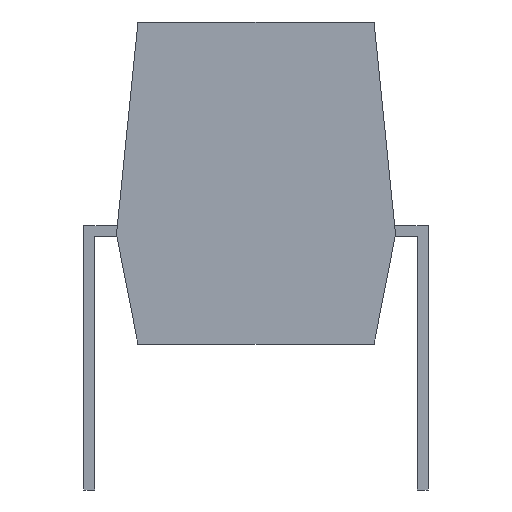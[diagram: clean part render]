
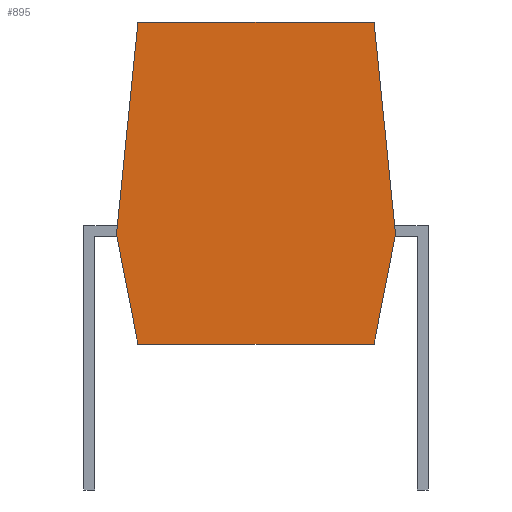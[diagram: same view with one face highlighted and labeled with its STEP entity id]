
A CAD part, front view. The second image highlights one B-rep face of the part: STEP entity #895.
In plain terms, the highlighted planar face has unit normal (0, -1, 0).
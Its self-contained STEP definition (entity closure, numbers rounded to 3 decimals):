
#216 = VERTEX_POINT('',#217);
#217 = CARTESIAN_POINT('',(6.56,-17.27,7.7));
#223 = EDGE_CURVE('',#216,#224,#226,.T.);
#224 = VERTEX_POINT('',#225);
#225 = CARTESIAN_POINT('',(7.06,-17.27,2.75));
#226 = LINE('',#227,#228);
#227 = CARTESIAN_POINT('',(6.56,-17.27,7.7));
#228 = VECTOR('',#229,1.);
#229 = DIRECTION('',(0.1,0.,-0.995
    ));
#454 = EDGE_CURVE('',#224,#455,#457,.T.);
#455 = VERTEX_POINT('',#456);
#456 = CARTESIAN_POINT('',(6.56,-17.27,0.2));
#457 = LINE('',#458,#459);
#458 = CARTESIAN_POINT('',(7.06,-17.27,2.75));
#459 = VECTOR('',#460,1.);
#460 = DIRECTION('',(-0.192,0.,
    -0.981));
#895 = ADVANCED_FACE('',(#896),#930,.F.);
#896 = FACE_BOUND('',#897,.T.);
#897 = EDGE_LOOP('',(#898,#906,#907,#908,#916,#924));
#898 = ORIENTED_EDGE('',*,*,#899,.T.);
#899 = EDGE_CURVE('',#900,#455,#902,.T.);
#900 = VERTEX_POINT('',#901);
#901 = CARTESIAN_POINT('',(1.06,-17.27,0.2));
#902 = LINE('',#903,#904);
#903 = CARTESIAN_POINT('',(1.06,-17.27,0.2));
#904 = VECTOR('',#905,1.);
#905 = DIRECTION('',(1.,0.,0.));
#906 = ORIENTED_EDGE('',*,*,#454,.F.);
#907 = ORIENTED_EDGE('',*,*,#223,.F.);
#908 = ORIENTED_EDGE('',*,*,#909,.F.);
#909 = EDGE_CURVE('',#910,#216,#912,.T.);
#910 = VERTEX_POINT('',#911);
#911 = CARTESIAN_POINT('',(1.06,-17.27,7.7));
#912 = LINE('',#913,#914);
#913 = CARTESIAN_POINT('',(1.06,-17.27,7.7));
#914 = VECTOR('',#915,1.);
#915 = DIRECTION('',(1.,0.,0.));
#916 = ORIENTED_EDGE('',*,*,#917,.F.);
#917 = EDGE_CURVE('',#918,#910,#920,.T.);
#918 = VERTEX_POINT('',#919);
#919 = CARTESIAN_POINT('',(0.56,-17.27,2.75));
#920 = LINE('',#921,#922);
#921 = CARTESIAN_POINT('',(0.56,-17.27,2.75));
#922 = VECTOR('',#923,1.);
#923 = DIRECTION('',(0.1,0.,0.995)
  );
#924 = ORIENTED_EDGE('',*,*,#925,.F.);
#925 = EDGE_CURVE('',#900,#918,#926,.T.);
#926 = LINE('',#927,#928);
#927 = CARTESIAN_POINT('',(1.06,-17.27,0.2));
#928 = VECTOR('',#929,1.);
#929 = DIRECTION('',(-0.192,0.,0.981)
  );
#930 = PLANE('',#931);
#931 = AXIS2_PLACEMENT_3D('',#932,#933,#934);
#932 = CARTESIAN_POINT('',(1.06,-17.27,0.2));
#933 = DIRECTION('',(0.,1.,0.));
#934 = DIRECTION('',(0.,0.,1.));
